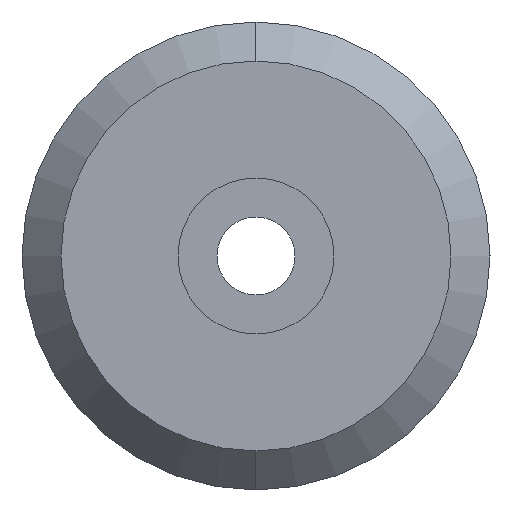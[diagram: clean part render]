
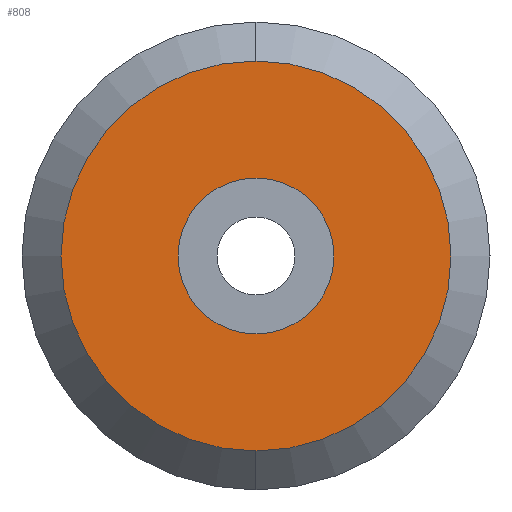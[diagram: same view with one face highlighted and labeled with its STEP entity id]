
A CAD part, left-side view. The second image highlights one B-rep face of the part: STEP entity #808.
In plain terms, the highlighted planar face has unit normal (-1, 0, 0).
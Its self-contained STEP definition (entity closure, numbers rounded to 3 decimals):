
#24 = VERTEX_POINT ( 'NONE', #220 ) ;
#49 = FACE_BOUND ( 'NONE', #523, .T. ) ;
#82 = ORIENTED_EDGE ( 'NONE', *, *, #982, .T. ) ;
#185 = CIRCLE ( 'NONE', #576, 5. ) ;
#220 = CARTESIAN_POINT ( 'NONE',  ( -96., 0., -5. ) ) ;
#237 = CIRCLE ( 'NONE', #952, 2. ) ;
#239 = DIRECTION ( 'NONE',  ( 0., 0., -1. ) ) ;
#241 = DIRECTION ( 'NONE',  ( 1., 0., 0. ) ) ;
#256 = CARTESIAN_POINT ( 'NONE',  ( -96., 0., 0. ) ) ;
#262 = AXIS2_PLACEMENT_3D ( 'NONE', #564, #591, #567 ) ;
#283 = CIRCLE ( 'NONE', #262, 2. ) ;
#294 = CIRCLE ( 'NONE', #788, 5. ) ;
#301 = EDGE_CURVE ( 'NONE', #400, #24, #185, .T. ) ;
#400 = VERTEX_POINT ( 'NONE', #899 ) ;
#479 = DIRECTION ( 'NONE',  ( -1., 0., 0. ) ) ;
#509 = CARTESIAN_POINT ( 'NONE',  ( -96., 2., 0. ) ) ;
#514 = CARTESIAN_POINT ( 'NONE',  ( -96., 0., 2. ) ) ;
#515 = PLANE ( 'NONE',  #603 ) ;
#522 = DIRECTION ( 'NONE',  ( 0., 0., 1. ) ) ;
#523 = EDGE_LOOP ( 'NONE', ( #1071, #82 ) ) ;
#564 = CARTESIAN_POINT ( 'NONE',  ( -96., 0., 0. ) ) ;
#567 = DIRECTION ( 'NONE',  ( 0., 0., -1. ) ) ;
#576 = AXIS2_PLACEMENT_3D ( 'NONE', #256, #241, #239 ) ;
#591 = DIRECTION ( 'NONE',  ( 1., 0., 0. ) ) ;
#603 = AXIS2_PLACEMENT_3D ( 'NONE', #509, #479, #522 ) ;
#618 = DIRECTION ( 'NONE',  ( 0., 0., -1. ) ) ;
#669 = EDGE_LOOP ( 'NONE', ( #891, #741 ) ) ;
#671 = CARTESIAN_POINT ( 'NONE',  ( -96., 0., -2. ) ) ;
#672 = CARTESIAN_POINT ( 'NONE',  ( -96., 0., 0. ) ) ;
#674 = DIRECTION ( 'NONE',  ( 1., 0., 0. ) ) ;
#741 = ORIENTED_EDGE ( 'NONE', *, *, #301, .F. ) ;
#752 = CARTESIAN_POINT ( 'NONE',  ( -96., 0., 0. ) ) ;
#759 = DIRECTION ( 'NONE',  ( 1., 0., 0. ) ) ;
#768 = DIRECTION ( 'NONE',  ( 0., 0., -1. ) ) ;
#784 = VERTEX_POINT ( 'NONE', #514 ) ;
#788 = AXIS2_PLACEMENT_3D ( 'NONE', #752, #759, #768 ) ;
#808 = ADVANCED_FACE ( 'NONE', ( #49, #855 ), #515, .T. ) ;
#855 = FACE_OUTER_BOUND ( 'NONE', #669, .T. ) ;
#862 = VERTEX_POINT ( 'NONE', #671 ) ;
#891 = ORIENTED_EDGE ( 'NONE', *, *, #1023, .F. ) ;
#899 = CARTESIAN_POINT ( 'NONE',  ( -96., 0., 5. ) ) ;
#952 = AXIS2_PLACEMENT_3D ( 'NONE', #672, #674, #618 ) ;
#982 = EDGE_CURVE ( 'NONE', #784, #862, #237, .T. ) ;
#1023 = EDGE_CURVE ( 'NONE', #24, #400, #294, .T. ) ;
#1041 = EDGE_CURVE ( 'NONE', #862, #784, #283, .T. ) ;
#1071 = ORIENTED_EDGE ( 'NONE', *, *, #1041, .T. ) ;
